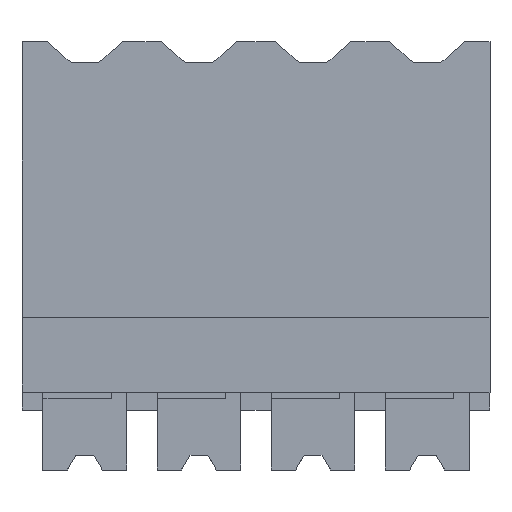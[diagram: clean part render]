
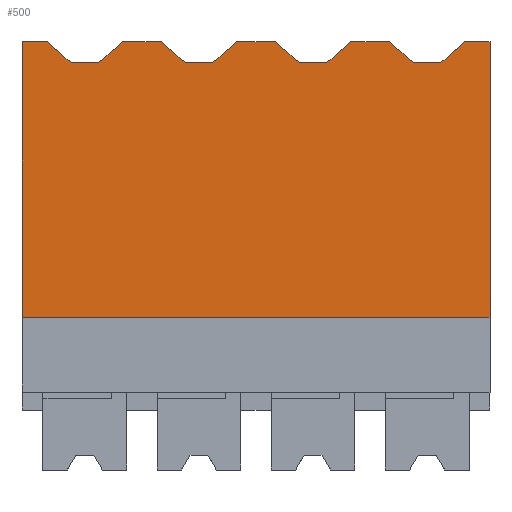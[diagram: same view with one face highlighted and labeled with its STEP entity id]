
A CAD part, top view. The second image highlights one B-rep face of the part: STEP entity #500.
In plain terms, the highlighted planar face has unit normal (0, 0, 1).
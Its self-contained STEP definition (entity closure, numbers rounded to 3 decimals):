
#335=AXIS2_PLACEMENT_3D('Plane Axis2P3D',#332,#333,#334) ;
#40=CARTESIAN_POINT('Vertex',(0.842,14.3,11.25)) ;
#77=CARTESIAN_POINT('Vertex',(0.,14.3,11.25)) ;
#80=CARTESIAN_POINT('Line Origine',(0.421,14.3,11.25)) ;
#108=CARTESIAN_POINT('Line Origine',(1.242,13.95,11.25)) ;
#112=CARTESIAN_POINT('Vertex',(1.642,13.6,11.25)) ;
#232=CARTESIAN_POINT('Line Origine',(0.,9.7,11.25)) ;
#236=CARTESIAN_POINT('Vertex',(0.,5.1,11.25)) ;
#332=CARTESIAN_POINT('Axis2P3D Location',(0.,5.1,11.25)) ;
#337=CARTESIAN_POINT('Line Origine',(3.682,14.3,11.25)) ;
#341=CARTESIAN_POINT('Vertex',(3.359,14.3,11.25)) ;
#343=CARTESIAN_POINT('Vertex',(4.005,14.3,11.25)) ;
#346=CARTESIAN_POINT('Line Origine',(2.959,13.95,11.25)) ;
#350=CARTESIAN_POINT('Vertex',(2.559,13.6,11.25)) ;
#353=CARTESIAN_POINT('Line Origine',(2.101,13.6,11.25)) ;
#358=CARTESIAN_POINT('Line Origine',(7.815,5.1,11.25)) ;
#362=CARTESIAN_POINT('Vertex',(15.63,5.1,11.25)) ;
#365=CARTESIAN_POINT('Line Origine',(15.63,9.7,11.25)) ;
#369=CARTESIAN_POINT('Vertex',(15.63,14.3,11.25)) ;
#372=CARTESIAN_POINT('Line Origine',(15.21,14.3,11.25)) ;
#376=CARTESIAN_POINT('Vertex',(14.789,14.3,11.25)) ;
#379=CARTESIAN_POINT('Line Origine',(14.389,13.95,11.25)) ;
#383=CARTESIAN_POINT('Vertex',(13.989,13.6,11.25)) ;
#386=CARTESIAN_POINT('Line Origine',(13.531,13.6,11.25)) ;
#390=CARTESIAN_POINT('Vertex',(13.072,13.6,11.25)) ;
#393=CARTESIAN_POINT('Line Origine',(12.672,13.95,11.25)) ;
#397=CARTESIAN_POINT('Vertex',(12.272,14.3,11.25)) ;
#400=CARTESIAN_POINT('Line Origine',(11.949,14.3,11.25)) ;
#404=CARTESIAN_POINT('Vertex',(11.625,14.3,11.25)) ;
#407=CARTESIAN_POINT('Line Origine',(11.302,14.3,11.25)) ;
#411=CARTESIAN_POINT('Vertex',(10.979,14.3,11.25)) ;
#414=CARTESIAN_POINT('Line Origine',(10.579,13.95,11.25)) ;
#418=CARTESIAN_POINT('Vertex',(10.179,13.6,11.25)) ;
#421=CARTESIAN_POINT('Line Origine',(9.721,13.6,11.25)) ;
#425=CARTESIAN_POINT('Vertex',(9.262,13.6,11.25)) ;
#428=CARTESIAN_POINT('Line Origine',(8.862,13.95,11.25)) ;
#432=CARTESIAN_POINT('Vertex',(8.462,14.3,11.25)) ;
#435=CARTESIAN_POINT('Line Origine',(8.139,14.3,11.25)) ;
#439=CARTESIAN_POINT('Vertex',(7.815,14.3,11.25)) ;
#442=CARTESIAN_POINT('Line Origine',(7.492,14.3,11.25)) ;
#446=CARTESIAN_POINT('Vertex',(7.169,14.3,11.25)) ;
#449=CARTESIAN_POINT('Line Origine',(6.769,13.95,11.25)) ;
#453=CARTESIAN_POINT('Vertex',(6.369,13.6,11.25)) ;
#456=CARTESIAN_POINT('Line Origine',(5.911,13.6,11.25)) ;
#460=CARTESIAN_POINT('Vertex',(5.452,13.6,11.25)) ;
#463=CARTESIAN_POINT('Line Origine',(5.052,13.95,11.25)) ;
#467=CARTESIAN_POINT('Vertex',(4.652,14.3,11.25)) ;
#470=CARTESIAN_POINT('Line Origine',(4.329,14.3,11.25)) ;
#81=DIRECTION('Vector Direction',(1.,0.,0.)) ;
#109=DIRECTION('Vector Direction',(0.753,-0.659,0.)) ;
#233=DIRECTION('Vector Direction',(0.,1.,0.)) ;
#333=DIRECTION('Axis2P3D Direction',(0.,0.,-1.)) ;
#334=DIRECTION('Axis2P3D XDirection',(0.,1.,0.)) ;
#338=DIRECTION('Vector Direction',(1.,0.,0.)) ;
#347=DIRECTION('Vector Direction',(0.753,0.659,0.)) ;
#354=DIRECTION('Vector Direction',(1.,0.,0.)) ;
#359=DIRECTION('Vector Direction',(1.,0.,0.)) ;
#366=DIRECTION('Vector Direction',(0.,1.,0.)) ;
#373=DIRECTION('Vector Direction',(1.,0.,0.)) ;
#380=DIRECTION('Vector Direction',(0.753,0.659,0.)) ;
#387=DIRECTION('Vector Direction',(1.,0.,0.)) ;
#394=DIRECTION('Vector Direction',(0.753,-0.659,0.)) ;
#401=DIRECTION('Vector Direction',(1.,0.,0.)) ;
#408=DIRECTION('Vector Direction',(1.,0.,0.)) ;
#415=DIRECTION('Vector Direction',(0.753,0.659,0.)) ;
#422=DIRECTION('Vector Direction',(1.,0.,0.)) ;
#429=DIRECTION('Vector Direction',(0.753,-0.659,0.)) ;
#436=DIRECTION('Vector Direction',(1.,0.,0.)) ;
#443=DIRECTION('Vector Direction',(1.,0.,0.)) ;
#450=DIRECTION('Vector Direction',(0.753,0.659,0.)) ;
#457=DIRECTION('Vector Direction',(1.,0.,0.)) ;
#464=DIRECTION('Vector Direction',(0.753,-0.659,0.)) ;
#471=DIRECTION('Vector Direction',(1.,0.,0.)) ;
#82=VECTOR('Line Direction',#81,1.) ;
#110=VECTOR('Line Direction',#109,1.) ;
#234=VECTOR('Line Direction',#233,1.) ;
#339=VECTOR('Line Direction',#338,1.) ;
#348=VECTOR('Line Direction',#347,1.) ;
#355=VECTOR('Line Direction',#354,1.) ;
#360=VECTOR('Line Direction',#359,1.) ;
#367=VECTOR('Line Direction',#366,1.) ;
#374=VECTOR('Line Direction',#373,1.) ;
#381=VECTOR('Line Direction',#380,1.) ;
#388=VECTOR('Line Direction',#387,1.) ;
#395=VECTOR('Line Direction',#394,1.) ;
#402=VECTOR('Line Direction',#401,1.) ;
#409=VECTOR('Line Direction',#408,1.) ;
#416=VECTOR('Line Direction',#415,1.) ;
#423=VECTOR('Line Direction',#422,1.) ;
#430=VECTOR('Line Direction',#429,1.) ;
#437=VECTOR('Line Direction',#436,1.) ;
#444=VECTOR('Line Direction',#443,1.) ;
#451=VECTOR('Line Direction',#450,1.) ;
#458=VECTOR('Line Direction',#457,1.) ;
#465=VECTOR('Line Direction',#464,1.) ;
#472=VECTOR('Line Direction',#471,1.) ;
#476=ORIENTED_EDGE('',*,*,#345,.F.) ;
#477=ORIENTED_EDGE('',*,*,#352,.F.) ;
#478=ORIENTED_EDGE('',*,*,#357,.F.) ;
#479=ORIENTED_EDGE('',*,*,#114,.F.) ;
#480=ORIENTED_EDGE('',*,*,#84,.F.) ;
#481=ORIENTED_EDGE('',*,*,#238,.F.) ;
#482=ORIENTED_EDGE('',*,*,#364,.T.) ;
#483=ORIENTED_EDGE('',*,*,#371,.T.) ;
#484=ORIENTED_EDGE('',*,*,#378,.F.) ;
#485=ORIENTED_EDGE('',*,*,#385,.F.) ;
#486=ORIENTED_EDGE('',*,*,#392,.F.) ;
#487=ORIENTED_EDGE('',*,*,#399,.F.) ;
#488=ORIENTED_EDGE('',*,*,#406,.F.) ;
#489=ORIENTED_EDGE('',*,*,#413,.F.) ;
#490=ORIENTED_EDGE('',*,*,#420,.F.) ;
#491=ORIENTED_EDGE('',*,*,#427,.F.) ;
#492=ORIENTED_EDGE('',*,*,#434,.F.) ;
#493=ORIENTED_EDGE('',*,*,#441,.F.) ;
#494=ORIENTED_EDGE('',*,*,#448,.F.) ;
#495=ORIENTED_EDGE('',*,*,#455,.F.) ;
#496=ORIENTED_EDGE('',*,*,#462,.F.) ;
#497=ORIENTED_EDGE('',*,*,#469,.F.) ;
#498=ORIENTED_EDGE('',*,*,#474,.F.) ;
#500=ADVANCED_FACE('HOUSING',(#499),#336,.F.) ;
#84=EDGE_CURVE('',#78,#41,#83,.T.) ;
#114=EDGE_CURVE('',#41,#113,#111,.T.) ;
#238=EDGE_CURVE('',#237,#78,#235,.T.) ;
#345=EDGE_CURVE('',#342,#344,#340,.T.) ;
#352=EDGE_CURVE('',#351,#342,#349,.T.) ;
#357=EDGE_CURVE('',#113,#351,#356,.T.) ;
#364=EDGE_CURVE('',#237,#363,#361,.T.) ;
#371=EDGE_CURVE('',#363,#370,#368,.T.) ;
#378=EDGE_CURVE('',#377,#370,#375,.T.) ;
#385=EDGE_CURVE('',#384,#377,#382,.T.) ;
#392=EDGE_CURVE('',#391,#384,#389,.T.) ;
#399=EDGE_CURVE('',#398,#391,#396,.T.) ;
#406=EDGE_CURVE('',#405,#398,#403,.T.) ;
#413=EDGE_CURVE('',#412,#405,#410,.T.) ;
#420=EDGE_CURVE('',#419,#412,#417,.T.) ;
#427=EDGE_CURVE('',#426,#419,#424,.T.) ;
#434=EDGE_CURVE('',#433,#426,#431,.T.) ;
#441=EDGE_CURVE('',#440,#433,#438,.T.) ;
#448=EDGE_CURVE('',#447,#440,#445,.T.) ;
#455=EDGE_CURVE('',#454,#447,#452,.T.) ;
#462=EDGE_CURVE('',#461,#454,#459,.T.) ;
#469=EDGE_CURVE('',#468,#461,#466,.T.) ;
#474=EDGE_CURVE('',#344,#468,#473,.T.) ;
#475=EDGE_LOOP('',(#476,#477,#478,#479,#480,#481,#482,#483,#484,#485,#486,#487,#488,#489,#490,#491,#492,#493,#494,#495,#496,#497,#498)) ;
#499=FACE_OUTER_BOUND('',#475,.T.) ;
#83=LINE('Line',#80,#82) ;
#111=LINE('Line',#108,#110) ;
#235=LINE('Line',#232,#234) ;
#340=LINE('Line',#337,#339) ;
#349=LINE('Line',#346,#348) ;
#356=LINE('Line',#353,#355) ;
#361=LINE('Line',#358,#360) ;
#368=LINE('Line',#365,#367) ;
#375=LINE('Line',#372,#374) ;
#382=LINE('Line',#379,#381) ;
#389=LINE('Line',#386,#388) ;
#396=LINE('Line',#393,#395) ;
#403=LINE('Line',#400,#402) ;
#410=LINE('Line',#407,#409) ;
#417=LINE('Line',#414,#416) ;
#424=LINE('Line',#421,#423) ;
#431=LINE('Line',#428,#430) ;
#438=LINE('Line',#435,#437) ;
#445=LINE('Line',#442,#444) ;
#452=LINE('Line',#449,#451) ;
#459=LINE('Line',#456,#458) ;
#466=LINE('Line',#463,#465) ;
#473=LINE('Line',#470,#472) ;
#336=PLANE('',#335) ;
#41=VERTEX_POINT('',#40) ;
#78=VERTEX_POINT('',#77) ;
#113=VERTEX_POINT('',#112) ;
#237=VERTEX_POINT('',#236) ;
#342=VERTEX_POINT('',#341) ;
#344=VERTEX_POINT('',#343) ;
#351=VERTEX_POINT('',#350) ;
#363=VERTEX_POINT('',#362) ;
#370=VERTEX_POINT('',#369) ;
#377=VERTEX_POINT('',#376) ;
#384=VERTEX_POINT('',#383) ;
#391=VERTEX_POINT('',#390) ;
#398=VERTEX_POINT('',#397) ;
#405=VERTEX_POINT('',#404) ;
#412=VERTEX_POINT('',#411) ;
#419=VERTEX_POINT('',#418) ;
#426=VERTEX_POINT('',#425) ;
#433=VERTEX_POINT('',#432) ;
#440=VERTEX_POINT('',#439) ;
#447=VERTEX_POINT('',#446) ;
#454=VERTEX_POINT('',#453) ;
#461=VERTEX_POINT('',#460) ;
#468=VERTEX_POINT('',#467) ;
